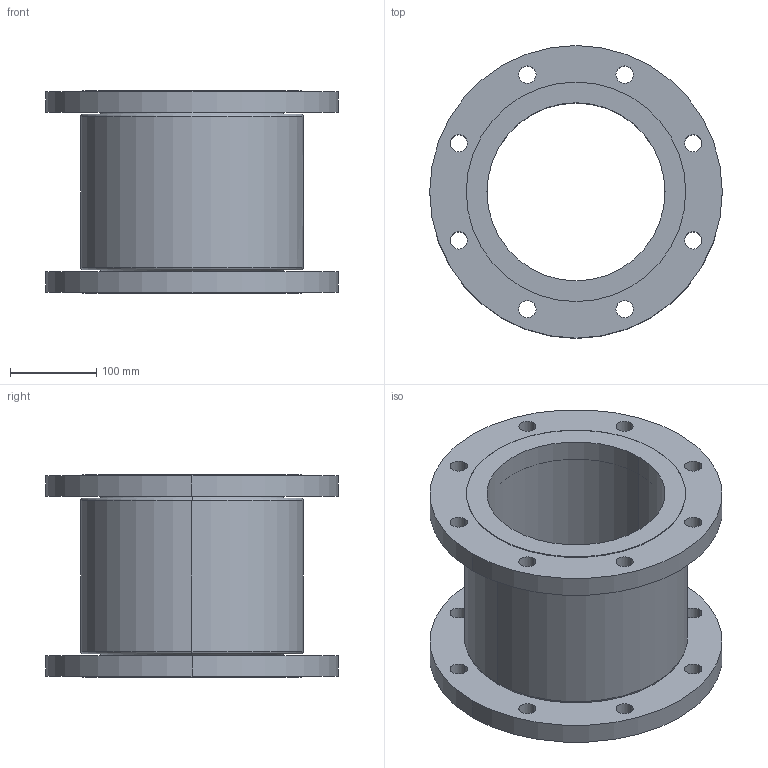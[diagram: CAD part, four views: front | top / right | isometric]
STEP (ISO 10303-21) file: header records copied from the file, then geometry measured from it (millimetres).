
FILE_DESCRIPTION (( 'STEP AP214' ), '1' );
FILE_NAME ('7150000_DN200_PN10_1197029.STEP', '2022-02-02T09:48:39', ( 'axxx' ), ( 'Hewlett-Packard Company' ), 'SwSTEP 2.0', 'SolidWorks 2019', '' );
FILE_SCHEMA (( 'AUTOMOTIVE_DESIGN' ));
Length unit declared in the file: millimetre
Products named in the file (1): 7150000_DN200_PN10_1197029
Bounding box: 340 x 340 x 235 mm (x, y, z)
Volume: 6102869 mm3; surface area: 631284.4 mm2
Topology: 1 solids, 1 shells, 512 faces, 1325 edges, 882 vertices
Faces by surface type: plane 228, bspline 212, cylinder 64, torus 8
Entity records: 28004 total; most frequent: CARTESIAN_POINT 16801, ORIENTED_EDGE 2650, DIRECTION 1621, EDGE_CURVE 1325, VERTEX_POINT 882, VECTOR 693, LINE 693, EDGE_LOOP 613
